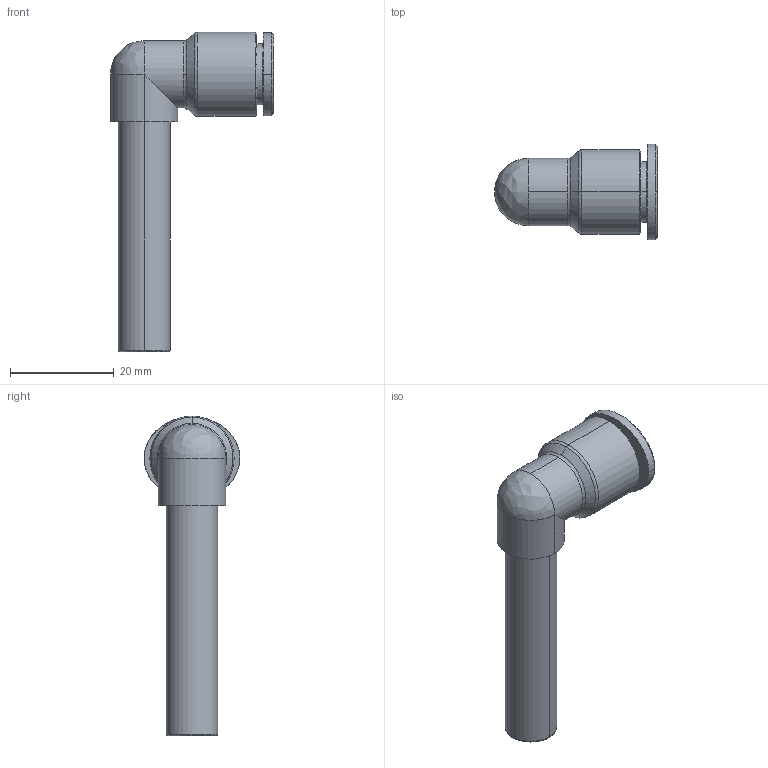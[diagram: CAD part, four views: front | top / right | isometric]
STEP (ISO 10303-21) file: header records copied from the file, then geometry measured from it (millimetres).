
FILE_DESCRIPTION (( 'STEP AP214' ), '1' );
FILE_NAME ('PLLJ10.STEP', '2015-11-02T16:02:31', ( '' ), ( '' ), 'SwSTEP 2.0', 'SolidWorks 2015', '' );
FILE_SCHEMA (( 'AUTOMOTIVE_DESIGN' ));
Length unit declared in the file: millimetre
Products named in the file (2): PLLJ10; ｦ+ﾃｦ1
Assembly tree (1 placements, depth 2):
  PLLJ10
    ｦ+ﾃｦ1
Bounding box: 31.5 x 18.5 x 61.8 mm (x, y, z)
Volume: 7493.1 mm3; surface area: 4127.8 mm2
Topology: 1 solids, 1 shells, 420 faces, 1199 edges, 795 vertices
Faces by surface type: plane 382, bspline 14, cylinder 14, cone 8, torus 2
Entity records: 14459 total; most frequent: CARTESIAN_POINT 3236, ORIENTED_EDGE 2396, DIRECTION 2044, EDGE_CURVE 1198, LINE 1124, VECTOR 1124, VERTEX_POINT 795, AXIS2_PLACEMENT_3D 460
